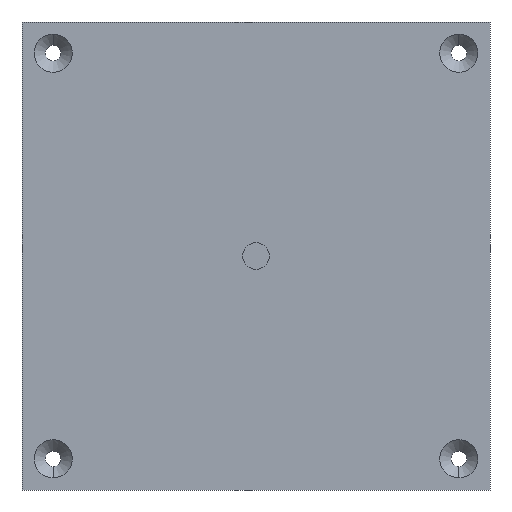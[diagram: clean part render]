
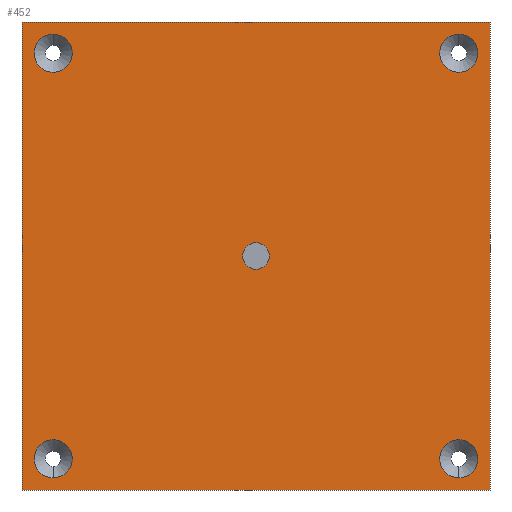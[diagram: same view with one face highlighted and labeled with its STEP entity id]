
A CAD part, front view. The second image highlights one B-rep face of the part: STEP entity #452.
In plain terms, the highlighted planar face has unit normal (0, -1, 0).
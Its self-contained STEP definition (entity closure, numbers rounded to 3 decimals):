
#3 = EDGE_LOOP ( 'NONE', ( #13, #578 ) ) ;
#5 = VERTEX_POINT ( 'NONE', #745 ) ;
#6 = ORIENTED_EDGE ( 'NONE', *, *, #592, .T. ) ;
#9 = ORIENTED_EDGE ( 'NONE', *, *, #704, .F. ) ;
#13 = ORIENTED_EDGE ( 'NONE', *, *, #617, .F. ) ;
#14 = EDGE_LOOP ( 'NONE', ( #19, #6 ) ) ;
#19 = ORIENTED_EDGE ( 'NONE', *, *, #610, .T. ) ;
#26 = EDGE_CURVE ( 'NONE', #96, #636, #159, .T. ) ;
#27 = ORIENTED_EDGE ( 'NONE', *, *, #26, .F. ) ;
#29 = EDGE_CURVE ( 'NONE', #589, #597, #167, .T. ) ;
#30 = VERTEX_POINT ( 'NONE', #178 ) ;
#63 = CARTESIAN_POINT ( 'NONE',  ( 65., -5., -71.1 ) ) ;
#65 = CIRCLE ( 'NONE', #66, 6.1 ) ;
#66 = AXIS2_PLACEMENT_3D ( 'NONE', #67, #68, #69 ) ;
#67 = CARTESIAN_POINT ( 'NONE',  ( 65., -5., 65. ) ) ;
#68 = DIRECTION ( 'NONE',  ( 0., 1., 0. ) ) ;
#69 = DIRECTION ( 'NONE',  ( 0., 0., 1. ) ) ;
#91 = CARTESIAN_POINT ( 'NONE',  ( 65., -5., -58.9 ) ) ;
#96 = VERTEX_POINT ( 'NONE', #322 ) ;
#97 = EDGE_CURVE ( 'NONE', #636, #622, #323, .T. ) ;
#149 = CIRCLE ( 'NONE', #154, 4.25 ) ;
#152 = VERTEX_POINT ( 'NONE', #362 ) ;
#154 = AXIS2_PLACEMENT_3D ( 'NONE', #155, #156, #157 ) ;
#155 = CARTESIAN_POINT ( 'NONE',  ( 0., -5., 0. ) ) ;
#156 = DIRECTION ( 'NONE',  ( 0., -1., 0. ) ) ;
#157 = DIRECTION ( 'NONE',  ( 0., 0., -1. ) ) ;
#158 = CARTESIAN_POINT ( 'NONE',  ( 65., -5., 58.9 ) ) ;
#159 = LINE ( 'NONE', #160, #161 ) ;
#160 = CARTESIAN_POINT ( 'NONE',  ( -75., -5., -75. ) ) ;
#161 = VECTOR ( 'NONE', #162, 1000. ) ;
#162 = DIRECTION ( 'NONE',  ( -1., 0., 0. ) ) ;
#167 = CIRCLE ( 'NONE', #168, 6.1 ) ;
#168 = AXIS2_PLACEMENT_3D ( 'NONE', #169, #172, #173 ) ;
#169 = CARTESIAN_POINT ( 'NONE',  ( 65., -5., -65. ) ) ;
#172 = DIRECTION ( 'NONE',  ( 0., 1., 0. ) ) ;
#173 = DIRECTION ( 'NONE',  ( 0., 0., 1. ) ) ;
#178 = CARTESIAN_POINT ( 'NONE',  ( 0., -5., -4.25 ) ) ;
#179 = CIRCLE ( 'NONE', #180, 6.1 ) ;
#180 = AXIS2_PLACEMENT_3D ( 'NONE', #181, #182, #183 ) ;
#181 = CARTESIAN_POINT ( 'NONE',  ( -65., -5., -65. ) ) ;
#182 = DIRECTION ( 'NONE',  ( 0., 1., 0. ) ) ;
#183 = DIRECTION ( 'NONE',  ( 0., 0., 1. ) ) ;
#184 = CIRCLE ( 'NONE', #185, 6.1 ) ;
#185 = AXIS2_PLACEMENT_3D ( 'NONE', #186, #187, #190 ) ;
#186 = CARTESIAN_POINT ( 'NONE',  ( 65., -5., 65. ) ) ;
#187 = DIRECTION ( 'NONE',  ( 0., 1., 0. ) ) ;
#190 = DIRECTION ( 'NONE',  ( 0., 0., 1. ) ) ;
#223 = CIRCLE ( 'NONE', #224, 4.25 ) ;
#224 = AXIS2_PLACEMENT_3D ( 'NONE', #227, #228, #229 ) ;
#227 = CARTESIAN_POINT ( 'NONE',  ( 0., -5., 0. ) ) ;
#228 = DIRECTION ( 'NONE',  ( 0., -1., 0. ) ) ;
#229 = DIRECTION ( 'NONE',  ( 0., 0., -1. ) ) ;
#248 = LINE ( 'NONE', #249, #250 ) ;
#249 = CARTESIAN_POINT ( 'NONE',  ( 75., -5., -75. ) ) ;
#250 = VECTOR ( 'NONE', #251, 1000. ) ;
#251 = DIRECTION ( 'NONE',  ( 0., 0., -1. ) ) ;
#269 = CIRCLE ( 'NONE', #270, 6.1 ) ;
#270 = AXIS2_PLACEMENT_3D ( 'NONE', #271, #272, #273 ) ;
#271 = CARTESIAN_POINT ( 'NONE',  ( 65., -5., -65. ) ) ;
#272 = DIRECTION ( 'NONE',  ( 0., 1., 0. ) ) ;
#273 = DIRECTION ( 'NONE',  ( 0., 0., 1. ) ) ;
#275 = CARTESIAN_POINT ( 'NONE',  ( -75., -5., 75. ) ) ;
#306 = CARTESIAN_POINT ( 'NONE',  ( 0., -5., 4.25 ) ) ;
#322 = CARTESIAN_POINT ( 'NONE',  ( 75., -5., -75. ) ) ;
#323 = LINE ( 'NONE', #324, #325 ) ;
#324 = CARTESIAN_POINT ( 'NONE',  ( -75., -5., -75. ) ) ;
#325 = VECTOR ( 'NONE', #326, 1000. ) ;
#326 = DIRECTION ( 'NONE',  ( 0., 0., 1. ) ) ;
#332 = EDGE_LOOP ( 'NONE', ( #713, #581 ) ) ;
#350 = CARTESIAN_POINT ( 'NONE',  ( -75., -5., -75. ) ) ;
#351 = CIRCLE ( 'NONE', #352, 6.1 ) ;
#352 = AXIS2_PLACEMENT_3D ( 'NONE', #353, #354, #355 ) ;
#353 = CARTESIAN_POINT ( 'NONE',  ( -65., -5., 65. ) ) ;
#354 = DIRECTION ( 'NONE',  ( 0., 1., 0. ) ) ;
#355 = DIRECTION ( 'NONE',  ( 0., 0., 1. ) ) ;
#362 = CARTESIAN_POINT ( 'NONE',  ( -65., -5., 71.1 ) ) ;
#399 = CARTESIAN_POINT ( 'NONE',  ( 75., -5., 75. ) ) ;
#413 = CIRCLE ( 'NONE', #414, 6.1 ) ;
#414 = AXIS2_PLACEMENT_3D ( 'NONE', #415, #416, #417 ) ;
#415 = CARTESIAN_POINT ( 'NONE',  ( -65., -5., -65. ) ) ;
#416 = DIRECTION ( 'NONE',  ( 0., 1., 0. ) ) ;
#417 = DIRECTION ( 'NONE',  ( 0., 0., 1. ) ) ;
#426 = CARTESIAN_POINT ( 'NONE',  ( -65., -5., -58.9 ) ) ;
#452 = ADVANCED_FACE ( 'NONE', ( #501, #502, #503, #504, #506, #507 ), #508, .F. ) ;
#485 = EDGE_CURVE ( 'NONE', #152, #5, #524, .T. ) ;
#487 = VERTEX_POINT ( 'NONE', #529 ) ;
#501 = FACE_BOUND ( 'NONE', #691, .T. ) ;
#502 = FACE_BOUND ( 'NONE', #14, .T. ) ;
#503 = FACE_BOUND ( 'NONE', #332, .T. ) ;
#504 = FACE_BOUND ( 'NONE', #567, .T. ) ;
#506 = FACE_BOUND ( 'NONE', #3, .T. ) ;
#507 = FACE_OUTER_BOUND ( 'NONE', #734, .T. ) ;
#508 = PLANE ( 'NONE',  #509 ) ;
#509 = AXIS2_PLACEMENT_3D ( 'NONE', #510, #511, #512 ) ;
#510 = CARTESIAN_POINT ( 'NONE',  ( -75., -5., -75. ) ) ;
#511 = DIRECTION ( 'NONE',  ( 0., 1., 0. ) ) ;
#512 = DIRECTION ( 'NONE',  ( 0., 0., 1. ) ) ;
#524 = CIRCLE ( 'NONE', #525, 6.1 ) ;
#525 = AXIS2_PLACEMENT_3D ( 'NONE', #526, #527, #528 ) ;
#526 = CARTESIAN_POINT ( 'NONE',  ( -65., -5., 65. ) ) ;
#527 = DIRECTION ( 'NONE',  ( 0., 1., 0. ) ) ;
#528 = DIRECTION ( 'NONE',  ( 0., 0., 1. ) ) ;
#529 = CARTESIAN_POINT ( 'NONE',  ( -65., -5., -71.1 ) ) ;
#555 = ORIENTED_EDGE ( 'NONE', *, *, #728, .T. ) ;
#566 = ORIENTED_EDGE ( 'NONE', *, *, #29, .T. ) ;
#567 = EDGE_LOOP ( 'NONE', ( #574, #555 ) ) ;
#574 = ORIENTED_EDGE ( 'NONE', *, *, #651, .T. ) ;
#578 = ORIENTED_EDGE ( 'NONE', *, *, #605, .F. ) ;
#580 = VERTEX_POINT ( 'NONE', #752 ) ;
#581 = ORIENTED_EDGE ( 'NONE', *, *, #485, .T. ) ;
#585 = ORIENTED_EDGE ( 'NONE', *, *, #693, .T. ) ;
#589 = VERTEX_POINT ( 'NONE', #63 ) ;
#592 = EDGE_CURVE ( 'NONE', #580, #723, #65, .T. ) ;
#597 = VERTEX_POINT ( 'NONE', #91 ) ;
#605 = EDGE_CURVE ( 'NONE', #696, #30, #149, .T. ) ;
#610 = EDGE_CURVE ( 'NONE', #723, #580, #184, .T. ) ;
#617 = EDGE_CURVE ( 'NONE', #30, #696, #223, .T. ) ;
#622 = VERTEX_POINT ( 'NONE', #275 ) ;
#628 = ORIENTED_EDGE ( 'NONE', *, *, #688, .F. ) ;
#636 = VERTEX_POINT ( 'NONE', #350 ) ;
#637 = EDGE_CURVE ( 'NONE', #5, #152, #351, .T. ) ;
#641 = ORIENTED_EDGE ( 'NONE', *, *, #97, .F. ) ;
#648 = VERTEX_POINT ( 'NONE', #399 ) ;
#651 = EDGE_CURVE ( 'NONE', #487, #653, #413, .T. ) ;
#653 = VERTEX_POINT ( 'NONE', #426 ) ;
#688 = EDGE_CURVE ( 'NONE', #648, #96, #248, .T. ) ;
#691 = EDGE_LOOP ( 'NONE', ( #566, #585 ) ) ;
#693 = EDGE_CURVE ( 'NONE', #597, #589, #269, .T. ) ;
#696 = VERTEX_POINT ( 'NONE', #306 ) ;
#704 = EDGE_CURVE ( 'NONE', #622, #648, #758, .T. ) ;
#713 = ORIENTED_EDGE ( 'NONE', *, *, #637, .T. ) ;
#723 = VERTEX_POINT ( 'NONE', #158 ) ;
#728 = EDGE_CURVE ( 'NONE', #653, #487, #179, .T. ) ;
#734 = EDGE_LOOP ( 'NONE', ( #641, #27, #628, #9 ) ) ;
#745 = CARTESIAN_POINT ( 'NONE',  ( -65., -5., 58.9 ) ) ;
#752 = CARTESIAN_POINT ( 'NONE',  ( 65., -5., 71.1 ) ) ;
#758 = LINE ( 'NONE', #759, #760 ) ;
#759 = CARTESIAN_POINT ( 'NONE',  ( -75., -5., 75. ) ) ;
#760 = VECTOR ( 'NONE', #761, 1000. ) ;
#761 = DIRECTION ( 'NONE',  ( 1., 0., 0. ) ) ;
